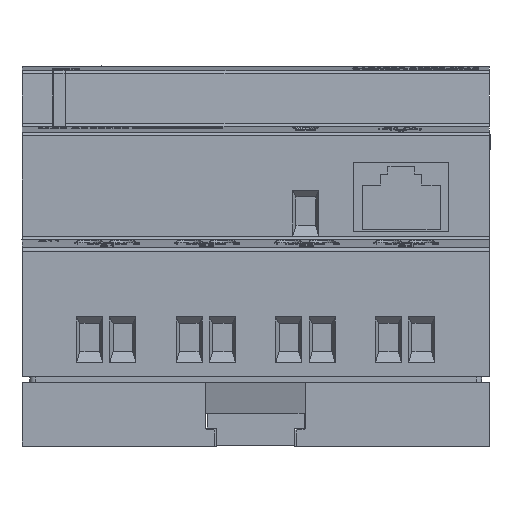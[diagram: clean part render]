
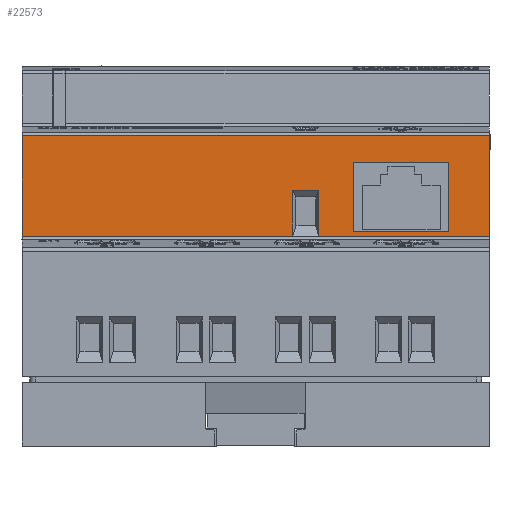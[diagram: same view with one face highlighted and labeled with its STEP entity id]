
A CAD part, front view. The second image highlights one B-rep face of the part: STEP entity #22573.
In plain terms, the highlighted face is planar.
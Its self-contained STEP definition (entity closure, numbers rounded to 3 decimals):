
#22237=FACE_BOUND('',#29327,.T.);
#22238=FACE_BOUND('',#29328,.T.);
#22239=FACE_BOUND('',#29329,.T.);
#22573=ADVANCED_FACE('',(#22237,#22238,#22239),#25117,.T.);
#25117=PLANE('',#63048);
#29327=EDGE_LOOP('',(#32514,#32515,#32516,#32517));
#29328=EDGE_LOOP('',(#32518,#32519,#32520,#32521));
#29329=EDGE_LOOP('',(#32522,#32523,#32524,#32525));
#32514=ORIENTED_EDGE('',*,*,#49276,.F.);
#32515=ORIENTED_EDGE('',*,*,#49277,.F.);
#32516=ORIENTED_EDGE('',*,*,#49278,.F.);
#32517=ORIENTED_EDGE('',*,*,#49279,.F.);
#32518=ORIENTED_EDGE('',*,*,#49280,.T.);
#32519=ORIENTED_EDGE('',*,*,#49281,.T.);
#32520=ORIENTED_EDGE('',*,*,#49282,.T.);
#32521=ORIENTED_EDGE('',*,*,#49283,.T.);
#32522=ORIENTED_EDGE('',*,*,#49284,.F.);
#32523=ORIENTED_EDGE('',*,*,#49275,.F.);
#32524=ORIENTED_EDGE('',*,*,#48886,.T.);
#32525=ORIENTED_EDGE('',*,*,#49285,.T.);
#44698=VERTEX_POINT('',#78471);
#44699=VERTEX_POINT('',#78473);
#45049=VERTEX_POINT('',#79671);
#45050=VERTEX_POINT('',#79675);
#45051=VERTEX_POINT('',#79676);
#45052=VERTEX_POINT('',#79678);
#45053=VERTEX_POINT('',#79680);
#45054=VERTEX_POINT('',#79683);
#45055=VERTEX_POINT('',#79684);
#45056=VERTEX_POINT('',#79686);
#45057=VERTEX_POINT('',#79688);
#45058=VERTEX_POINT('',#79691);
#48886=EDGE_CURVE('',#44699,#44698,#55187,.T.);
#49275=EDGE_CURVE('',#44699,#45049,#55452,.T.);
#49276=EDGE_CURVE('',#45050,#45051,#55453,.T.);
#49277=EDGE_CURVE('',#45052,#45050,#55454,.T.);
#49278=EDGE_CURVE('',#45053,#45052,#55455,.T.);
#49279=EDGE_CURVE('',#45051,#45053,#55456,.T.);
#49280=EDGE_CURVE('',#45054,#45055,#55457,.T.);
#49281=EDGE_CURVE('',#45055,#45056,#55458,.T.);
#49282=EDGE_CURVE('',#45056,#45057,#55459,.T.);
#49283=EDGE_CURVE('',#45057,#45054,#55460,.T.);
#49284=EDGE_CURVE('',#45049,#45058,#55461,.T.);
#49285=EDGE_CURVE('',#44698,#45058,#55462,.T.);
#55187=LINE('',#78472,#58864);
#55452=LINE('',#79672,#59129);
#55453=LINE('',#79674,#59130);
#55454=LINE('',#79677,#59131);
#55455=LINE('',#79679,#59132);
#55456=LINE('',#79681,#59133);
#55457=LINE('',#79682,#59134);
#55458=LINE('',#79685,#59135);
#55459=LINE('',#79687,#59136);
#55460=LINE('',#79689,#59137);
#55461=LINE('',#79690,#59138);
#55462=LINE('',#79692,#59139);
#58864=VECTOR('',#66779,1.);
#59129=VECTOR('',#67292,1.);
#59130=VECTOR('',#67295,1.);
#59131=VECTOR('',#67296,1.);
#59132=VECTOR('',#67297,1.);
#59133=VECTOR('',#67298,1.);
#59134=VECTOR('',#67299,1.);
#59135=VECTOR('',#67300,1.);
#59136=VECTOR('',#67301,1.);
#59137=VECTOR('',#67302,1.);
#59138=VECTOR('',#67303,1.);
#59139=VECTOR('',#67304,1.);
#63048=AXIS2_PLACEMENT_3D('',#79693,#67305,#67306);
#66779=DIRECTION('',(0.,-1.,0.));
#67292=DIRECTION('',(1.,0.,0.));
#67295=DIRECTION('',(0.,-1.,0.));
#67296=DIRECTION('',(-1.,0.,0.));
#67297=DIRECTION('',(0.,1.,0.));
#67298=DIRECTION('',(1.,0.,0.));
#67299=DIRECTION('',(-1.,0.,0.));
#67300=DIRECTION('',(0.,1.,0.));
#67301=DIRECTION('',(1.,0.,0.));
#67302=DIRECTION('',(0.,-1.,0.));
#67303=DIRECTION('',(0.,-1.,0.));
#67304=DIRECTION('',(1.,0.,0.));
#67305=DIRECTION('',(0.,0.,1.));
#67306=DIRECTION('',(0.,-1.,0.));
#78471=CARTESIAN_POINT('',(-35.75,27.05,34.));
#78472=CARTESIAN_POINT('',(-35.75,42.495,34.));
#78473=CARTESIAN_POINT('',(-35.75,42.495,34.));
#79671=CARTESIAN_POINT('',(35.75,42.495,34.));
#79672=CARTESIAN_POINT('',(-35.75,42.495,34.));
#79674=CARTESIAN_POINT('',(14.91,38.41,34.));
#79675=CARTESIAN_POINT('',(14.91,38.41,34.));
#79676=CARTESIAN_POINT('',(14.91,27.81,34.));
#79677=CARTESIAN_POINT('',(29.51,38.41,34.));
#79678=CARTESIAN_POINT('',(29.51,38.41,34.));
#79679=CARTESIAN_POINT('',(29.51,27.81,34.));
#79680=CARTESIAN_POINT('',(29.51,27.81,34.));
#79681=CARTESIAN_POINT('',(14.91,27.81,34.));
#79682=CARTESIAN_POINT('',(6.16,27.1,34.));
#79683=CARTESIAN_POINT('',(9.66,27.1,34.));
#79684=CARTESIAN_POINT('',(5.66,27.1,34.));
#79685=CARTESIAN_POINT('',(5.66,34.1,34.));
#79686=CARTESIAN_POINT('',(5.66,34.1,34.));
#79687=CARTESIAN_POINT('',(9.16,34.1,34.));
#79688=CARTESIAN_POINT('',(9.66,34.1,34.));
#79689=CARTESIAN_POINT('',(9.66,27.1,34.));
#79690=CARTESIAN_POINT('',(35.75,42.495,34.));
#79691=CARTESIAN_POINT('',(35.75,27.05,34.));
#79692=CARTESIAN_POINT('',(-35.75,27.05,34.));
#79693=CARTESIAN_POINT('',(-35.75,42.495,34.));
